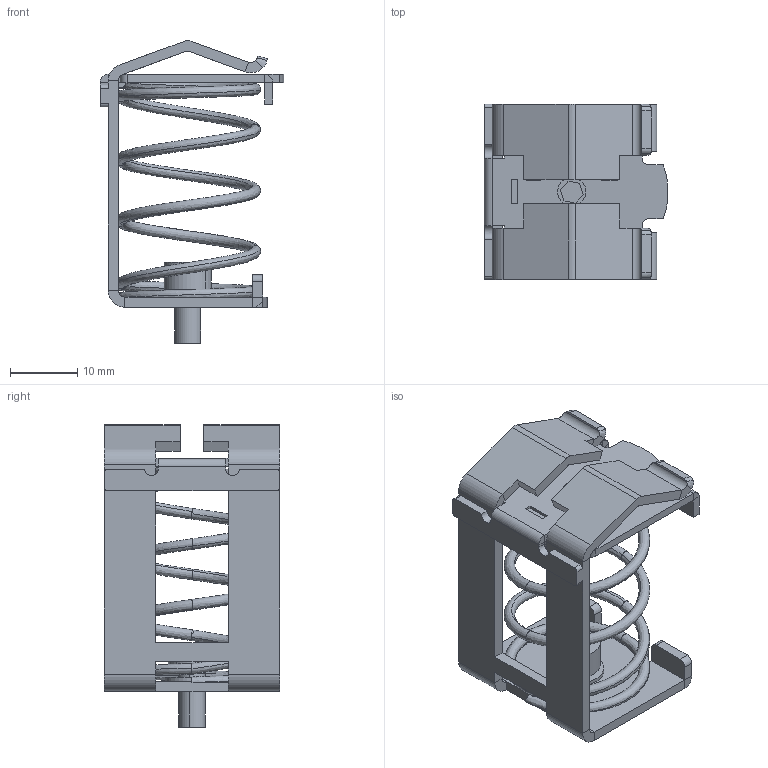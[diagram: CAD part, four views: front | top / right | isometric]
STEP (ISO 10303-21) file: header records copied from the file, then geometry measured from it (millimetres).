
FILE_DESCRIPTION(('CATIA V5R24 STEP','CAx-IF Rec.Pracs.--- Model Styling and Organization---1.2---2011-12-15'),'2;1');
FILE_NAME ('D1454745_0', '2016-12-22T13:36:39+00:00', ('Weidmueller Interface'), ('Weidmueller'), 'CATIA Version 5-6 Release 2014 SP4 HF52', 'CATIA V5 STEP AP214', 'none');
FILE_SCHEMA(('AUTOMOTIVE_DESIGN { 1 0 10303 214 1 1 1 1 }'));
Length unit declared in the file: millimetre
Products named in the file (1): v5-standard_part
Bounding box: 27.27 x 26 x 44.84 mm (x, y, z)
Volume: 4125 mm3; surface area: 7060.5 mm2
Topology: 2 solids, 2 shells, 225 faces, 579 edges, 355 vertices
Faces by surface type: plane 138, cylinder 59, bspline 26, cone 2
Entity records: 8552 total; most frequent: CARTESIAN_POINT 3607, ORIENTED_EDGE 1158, DIRECTION 804, EDGE_CURVE 579, VERTEX_POINT 355, VECTOR 340, LINE 340, AXIS2_PLACEMENT_3D 297
